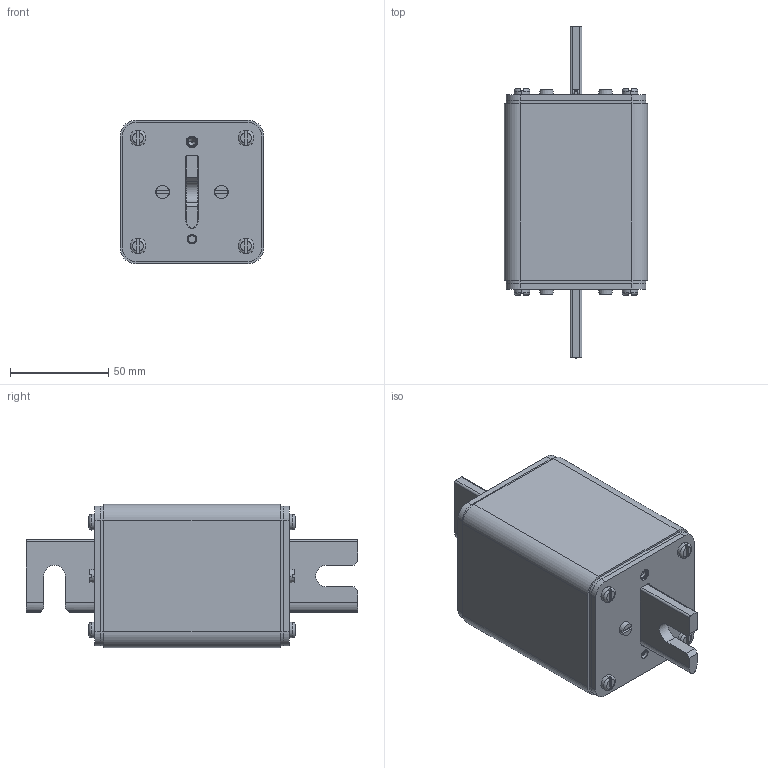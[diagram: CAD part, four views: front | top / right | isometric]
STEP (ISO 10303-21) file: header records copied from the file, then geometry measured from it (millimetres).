
FILE_DESCRIPTION((''),'2;1');
FILE_NAME('004735150_ASM_1_ASM','2021-12-22T13:59:58',('marketing.praksa'),('Audax d.o.o.'),'CREO PARAMETRIC BY PTC INC, 2021304','CREO PARAMETRIC BY PTC INC, 2021304','');
FILE_SCHEMA(('AP242_MANAGED_MODEL_BASED_3D_ENGINEERING_MIM_LF { 1 0 10303 442 1 1 4 }'));
Length unit declared in the file: millimetre
Products named in the file (15): 0000045934_1; 0000045921_1; 0000011586_AF1_1; 0000011580_1; 0000011599_1_1; 0000015360_1_1_2; 0000037876_1_1; 0000019000_AF0_1_1; 0000020139_AF0_1; 0000034899_ASM_1_ASM; 0000019000_AF1_1; 0000020161_AF0_1; 0000020421_ASM_1_ASM; 0000029792_1; 004735150_ASM_1_ASM
Assembly tree (28 placements, depth 3):
  004735150_ASM_1_ASM
    0000045934_1  x2
    0000045921_1  x2
    0000011586_AF1_1
    0000011580_1  x2
    0000011599_1_1  x2
    0000015360_1_1_2  x8
    0000037876_1_1  x4
    0000034899_ASM_1_ASM
      0000019000_AF0_1_1
      0000020139_AF0_1
    0000020421_ASM_1_ASM
      0000019000_AF1_1
      0000020161_AF0_1
    0000029792_1
Bounding box: 73 x 169 x 73 mm (x, y, z)
Volume: 547346.5 mm3; surface area: 99091.3 mm2
Topology: 26 solids, 42 shells, 763 faces, 1912 edges, 1218 vertices
Faces by surface type: cylinder 308, plane 280, cone 96, torus 76, bspline 3
Entity records: 23032 total; most frequent: CARTESIAN_POINT 3438, DIRECTION 2602, ORIENTED_EDGE 2204, EDGE_CURVE 1128, AXIS2_PLACEMENT_3D 1007, PRESENTATION_STYLE_ASSIGNMENT 804, STYLED_ITEM 753, VERTEX_POINT 742
